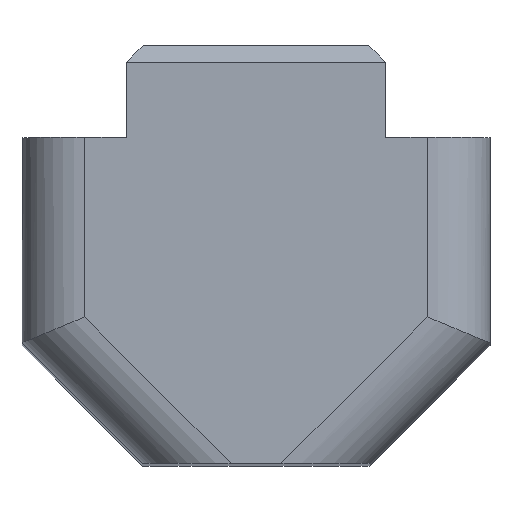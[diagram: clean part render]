
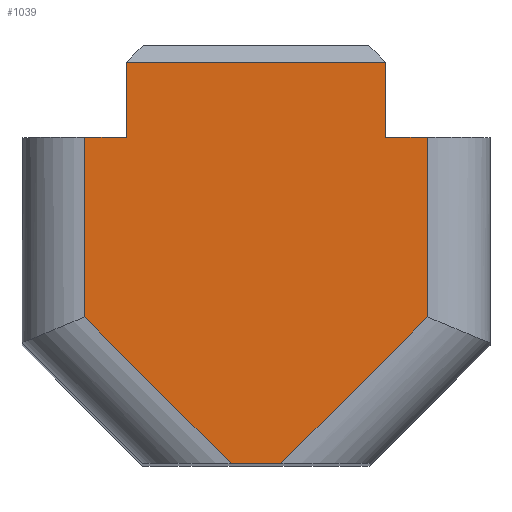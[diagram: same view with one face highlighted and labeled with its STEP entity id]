
A CAD part, top view. The second image highlights one B-rep face of the part: STEP entity #1039.
In plain terms, the highlighted planar face has unit normal (0, 0, 1).
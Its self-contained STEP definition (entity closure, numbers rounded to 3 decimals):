
#91=FACE_OUTER_BOUND('',#151,.T.);
#151=EDGE_LOOP('',(#875,#876,#877,#878,#879,#880,#881,#882,#883,#884));
#271=LINE('',#1684,#385);
#272=LINE('',#1688,#386);
#275=LINE('',#1699,#389);
#278=LINE('',#1706,#392);
#280=LINE('',#1709,#394);
#281=LINE('',#1713,#395);
#284=LINE('',#1721,#398);
#289=LINE('',#1733,#403);
#290=LINE('',#1734,#404);
#291=LINE('',#1735,#405);
#385=VECTOR('',#1377,10.);
#386=VECTOR('',#1380,10.);
#389=VECTOR('',#1391,10.);
#392=VECTOR('',#1398,10.);
#394=VECTOR('',#1400,10.);
#395=VECTOR('',#1403,10.);
#398=VECTOR('',#1412,10.);
#403=VECTOR('',#1421,10.);
#404=VECTOR('',#1422,10.);
#405=VECTOR('',#1423,10.);
#491=VERTEX_POINT('',#1680);
#492=VERTEX_POINT('',#1682);
#493=VERTEX_POINT('',#1686);
#494=VERTEX_POINT('',#1687);
#498=VERTEX_POINT('',#1697);
#500=VERTEX_POINT('',#1702);
#501=VERTEX_POINT('',#1707);
#502=VERTEX_POINT('',#1711);
#503=VERTEX_POINT('',#1712);
#510=VERTEX_POINT('',#1732);
#621=EDGE_CURVE('',#492,#491,#271,.T.);
#622=EDGE_CURVE('',#493,#494,#272,.T.);
#628=EDGE_CURVE('',#498,#493,#275,.T.);
#632=EDGE_CURVE('',#492,#494,#278,.T.);
#634=EDGE_CURVE('',#500,#501,#280,.T.);
#635=EDGE_CURVE('',#502,#503,#281,.T.);
#640=EDGE_CURVE('',#500,#502,#284,.T.);
#645=EDGE_CURVE('',#491,#510,#289,.T.);
#646=EDGE_CURVE('',#498,#503,#290,.T.);
#647=EDGE_CURVE('',#501,#510,#291,.T.);
#875=ORIENTED_EDGE('',*,*,#645,.F.);
#876=ORIENTED_EDGE('',*,*,#621,.F.);
#877=ORIENTED_EDGE('',*,*,#632,.T.);
#878=ORIENTED_EDGE('',*,*,#622,.F.);
#879=ORIENTED_EDGE('',*,*,#628,.F.);
#880=ORIENTED_EDGE('',*,*,#646,.T.);
#881=ORIENTED_EDGE('',*,*,#635,.F.);
#882=ORIENTED_EDGE('',*,*,#640,.F.);
#883=ORIENTED_EDGE('',*,*,#634,.T.);
#884=ORIENTED_EDGE('',*,*,#647,.T.);
#981=PLANE('',#1145);
#1039=ADVANCED_FACE('',(#91),#981,.T.);
#1145=AXIS2_PLACEMENT_3D('',#1731,#1419,#1420);
#1377=DIRECTION('',(0.,1.,0.));
#1380=DIRECTION('',(0.,1.,0.));
#1391=DIRECTION('',(-0.707,0.707,0.));
#1398=DIRECTION('',(-1.,0.,0.));
#1400=DIRECTION('',(-1.,0.,0.));
#1403=DIRECTION('',(-0.707,-0.707,0.));
#1412=DIRECTION('',(0.,-1.,0.));
#1419=DIRECTION('center_axis',(0.,0.,1.));
#1420=DIRECTION('ref_axis',(1.,0.,0.));
#1421=DIRECTION('',(1.,0.,0.));
#1422=DIRECTION('',(1.,0.,0.));
#1423=DIRECTION('',(0.,1.,0.));
#1680=CARTESIAN_POINT('',(-1.55,4.9,7.));
#1682=CARTESIAN_POINT('',(-1.55,4.,7.));
#1684=CARTESIAN_POINT('',(-1.55,4.,7.));
#1686=CARTESIAN_POINT('',(-2.05,1.852,7.));
#1687=CARTESIAN_POINT('',(-2.05,4.,7.));
#1688=CARTESIAN_POINT('',(-2.05,3.025,7.));
#1697=CARTESIAN_POINT('',(-0.298,0.1,7.));
#1699=CARTESIAN_POINT('',(-1.697,1.499,7.));
#1702=CARTESIAN_POINT('',(2.05,4.,7.));
#1706=CARTESIAN_POINT('',(2.8,4.,7.));
#1707=CARTESIAN_POINT('',(1.55,4.,7.));
#1709=CARTESIAN_POINT('',(2.8,4.,7.));
#1711=CARTESIAN_POINT('',(2.05,1.852,7.));
#1712=CARTESIAN_POINT('',(0.298,0.1,7.));
#1713=CARTESIAN_POINT('',(0.976,0.778,7.));
#1721=CARTESIAN_POINT('',(2.05,1.796,7.));
#1731=CARTESIAN_POINT('Origin',(0.,2.05,7.));
#1732=CARTESIAN_POINT('',(1.55,4.9,7.));
#1733=CARTESIAN_POINT('',(0.,4.9,7.));
#1734=CARTESIAN_POINT('',(0.,0.1,7.));
#1735=CARTESIAN_POINT('',(1.55,4.,7.));
